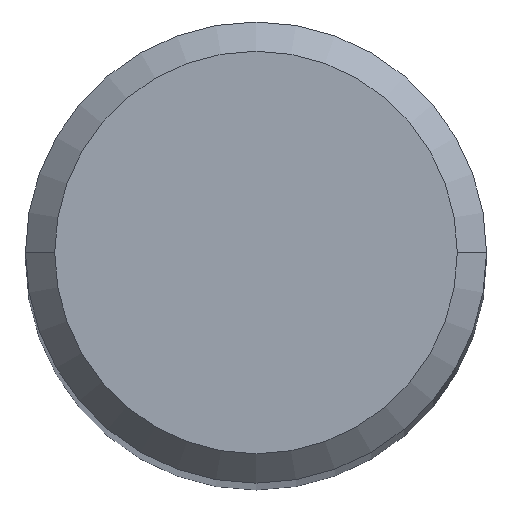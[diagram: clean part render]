
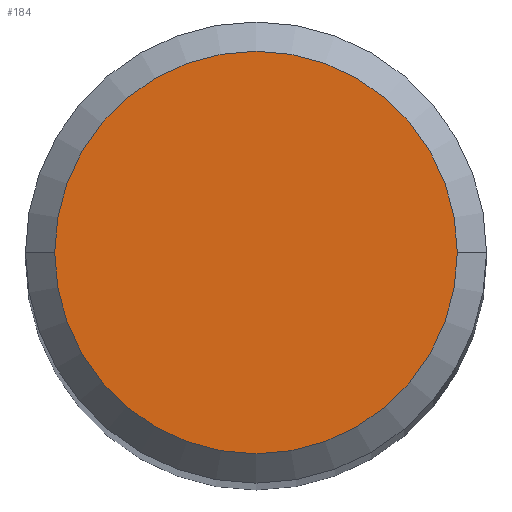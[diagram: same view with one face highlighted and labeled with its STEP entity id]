
A CAD part, top view. The second image highlights one B-rep face of the part: STEP entity #184.
In plain terms, the highlighted planar face has unit normal (0, 0, 1).
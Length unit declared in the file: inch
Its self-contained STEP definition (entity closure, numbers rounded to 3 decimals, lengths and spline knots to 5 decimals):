
#9 = CARTESIAN_POINT ( 'NONE',  ( 0., 0., 2.95276 ) ) ;
#12 = FACE_OUTER_BOUND ( 'NONE', #87, .T. ) ;
#21 = AXIS2_PLACEMENT_3D ( 'NONE', #214, #48, #40 ) ;
#27 = DIRECTION ( 'NONE',  ( 0., 0., 1. ) ) ;
#32 = ORIENTED_EDGE ( 'NONE', *, *, #107, .T. ) ;
#40 = DIRECTION ( 'NONE',  ( 1., 0., 0. ) ) ;
#41 = DIRECTION ( 'NONE',  ( 1., 0., 0. ) ) ;
#48 = DIRECTION ( 'NONE',  ( 0., 0., 1. ) ) ;
#54 = CIRCLE ( 'NONE', #118, 0.10311 ) ;
#58 = ORIENTED_EDGE ( 'NONE', *, *, #250, .T. ) ;
#64 = VERTEX_POINT ( 'NONE', #142 ) ;
#87 = EDGE_LOOP ( 'NONE', ( #58, #32 ) ) ;
#92 = CIRCLE ( 'NONE', #132, 0.10311 ) ;
#107 = EDGE_CURVE ( 'NONE', #64, #208, #54, .T. ) ;
#118 = AXIS2_PLACEMENT_3D ( 'NONE', #9, #243, #174 ) ;
#132 = AXIS2_PLACEMENT_3D ( 'NONE', #280, #27, #41 ) ;
#142 = CARTESIAN_POINT ( 'NONE',  ( 0.10311, 0., 2.95276 ) ) ;
#159 = CARTESIAN_POINT ( 'NONE',  ( -0.10311, 0., 2.95276 ) ) ;
#174 = DIRECTION ( 'NONE',  ( 1., 0., 0. ) ) ;
#184 = ADVANCED_FACE ( 'NONE', ( #12 ), #291, .T. ) ;
#208 = VERTEX_POINT ( 'NONE', #159 ) ;
#214 = CARTESIAN_POINT ( 'NONE',  ( 0., 0., 2.95276 ) ) ;
#243 = DIRECTION ( 'NONE',  ( 0., 0., 1. ) ) ;
#250 = EDGE_CURVE ( 'NONE', #208, #64, #92, .T. ) ;
#280 = CARTESIAN_POINT ( 'NONE',  ( 0., 0., 2.95276 ) ) ;
#291 = PLANE ( 'NONE',  #21 ) ;
